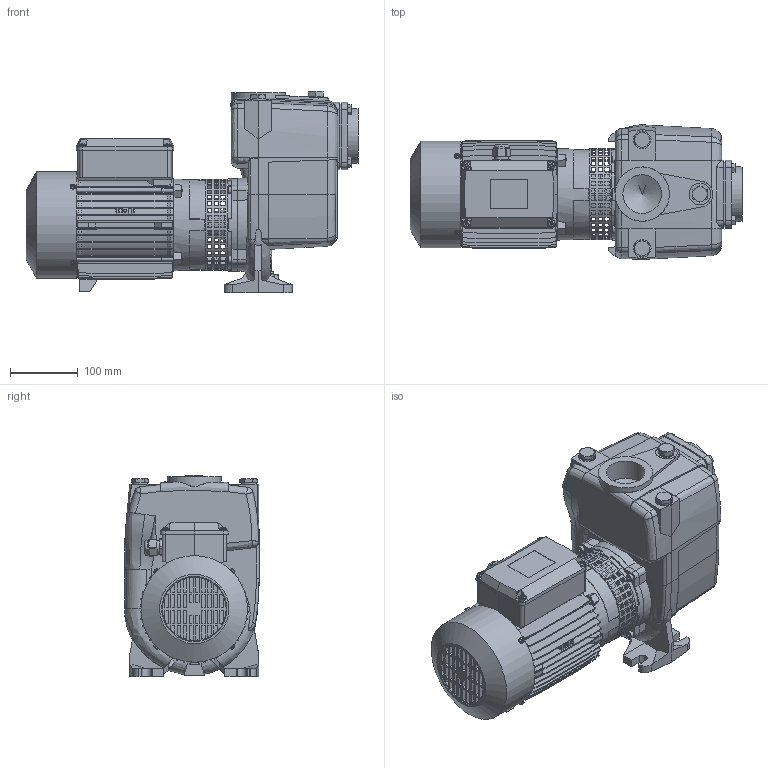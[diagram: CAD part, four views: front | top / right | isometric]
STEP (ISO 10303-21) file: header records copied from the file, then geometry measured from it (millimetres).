
FILE_DESCRIPTION(('STEP AP214'),'2;1');
FILE_NAME('4_93_531_02_REV00.stp','2012-12-03T17:31:08',(''),(''),'2011.1.114','THINKDESIGN','');
FILE_SCHEMA(('AUTOMOTIVE_DESIGN'));
Products named in the file (2): None
Bounding box: 489.15 x 198.62 x 297 mm (x, y, z)
Volume: 5218820.9 mm3; surface area: 800466.3 mm2
Topology: 27 solids, 27 shells, 1603 faces, 5444 edges, 4197 vertices
Faces by surface type: plane 1027, bspline 330, cylinder 246
Full cylindrical faces by diameter (mm): 4 x1, 4.36 x8, 4.5 x4, 4.67 x4, 5 x5, 6 x8, 7 x4, 8 x8, 10 x8, 11.3 x1, 11.8 x1, 13.157 x1, 13.25 x1, 14.66 x1, 15.25 x3, 16.662 x1, 18 x1, 18.06 x1, 18.16 x1, 20 x4, 20.1 x1, 22 x3, 23 x1, 25 x1, 26 x2, 28.5 x2, 32 x1, 57 x2, 80 x1, 125 x1
Entity records: 136098 total; most frequent: CARTESIAN_POINT 79352, DIRECTION 8303, ORIENTED_EDGE 7288, EDGE_CURVE 3644, VECTOR 3063, LINE 3063, AXIS2_PLACEMENT_3D 2620, VERTEX_POINT 2426
